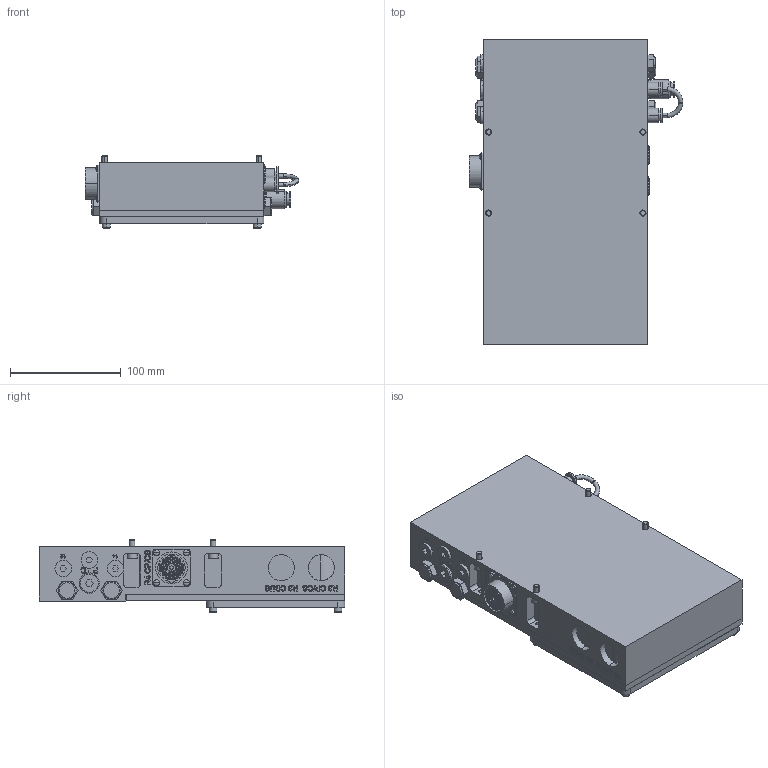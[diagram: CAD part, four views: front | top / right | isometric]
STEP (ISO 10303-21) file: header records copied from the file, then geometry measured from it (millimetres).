
FILE_DESCRIPTION (( 'STEP AP203' ), '1' );
FILE_NAME ('P0040A.STEP', '2018-12-03T09:26:00', ( '' ), ( '' ), 'SwSTEP 2.0', 'SolidWorks 2017', '' );
FILE_SCHEMA (( 'CONFIG_CONTROL_DESIGN' ));
Products named in the file (1): P0040A
Bounding box: 192.3 x 275 x 64.9 mm (x, y, z)
Volume: 2085010 mm3; surface area: 276649.4 mm2
Topology: 56 solids, 56 shells, 1818 faces, 4447 edges, 2926 vertices
Faces by surface type: plane 808, cylinder 457, bspline 415, cone 76, torus 38, sphere 24
Entity records: 77314 total; most frequent: CARTESIAN_POINT 35993, ORIENTED_EDGE 8886, DIRECTION 7522, EDGE_CURVE 4443, VERTEX_POINT 2926, AXIS2_PLACEMENT_3D 2518, LINE 2486, VECTOR 2486
